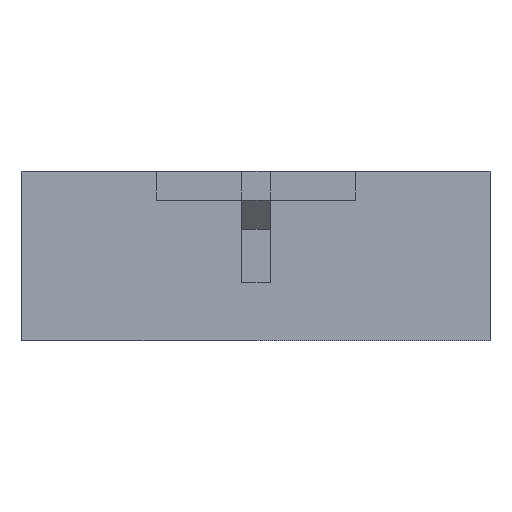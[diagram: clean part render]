
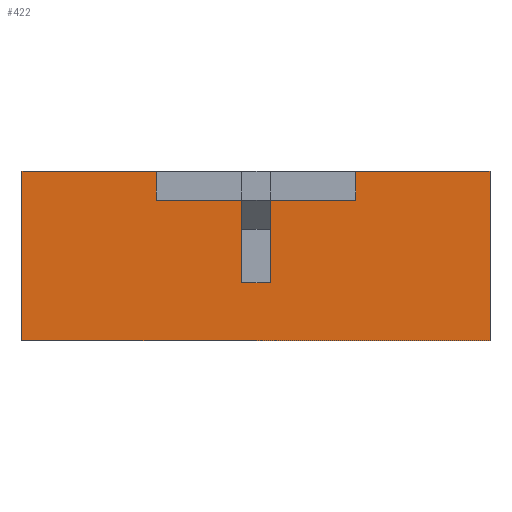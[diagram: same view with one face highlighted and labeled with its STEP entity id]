
A CAD part, left-side view. The second image highlights one B-rep face of the part: STEP entity #422.
In plain terms, the highlighted planar face has unit normal (-1, 0, 0).
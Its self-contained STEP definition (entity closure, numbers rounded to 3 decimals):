
#22 = VERTEX_POINT('',#23);
#23 = CARTESIAN_POINT('',(-17.26,-4.475,2.5));
#31 = EDGE_CURVE('',#22,#32,#34,.T.);
#32 = VERTEX_POINT('',#33);
#33 = CARTESIAN_POINT('',(-17.26,-4.475,3.8));
#34 = LINE('',#35,#36);
#35 = CARTESIAN_POINT('',(-17.26,-4.475,2.5));
#36 = VECTOR('',#37,1.);
#37 = DIRECTION('',(0.,0.,1.));
#61 = EDGE_CURVE('',#22,#62,#64,.T.);
#62 = VERTEX_POINT('',#63);
#63 = CARTESIAN_POINT('',(-17.26,-0.65,2.5));
#64 = LINE('',#65,#66);
#65 = CARTESIAN_POINT('',(-17.26,-4.475,2.5));
#66 = VECTOR('',#67,1.);
#67 = DIRECTION('',(0.,1.,0.));
#103 = VERTEX_POINT('',#104);
#104 = CARTESIAN_POINT('',(-17.26,-0.65,-1.2));
#110 = EDGE_CURVE('',#103,#62,#111,.T.);
#111 = LINE('',#112,#113);
#112 = CARTESIAN_POINT('',(-17.26,-0.65,-1.2));
#113 = VECTOR('',#114,1.);
#114 = DIRECTION('',(0.,0.,1.));
#148 = VERTEX_POINT('',#149);
#149 = CARTESIAN_POINT('',(-17.26,0.65,-1.2));
#155 = EDGE_CURVE('',#103,#148,#156,.T.);
#156 = LINE('',#157,#158);
#157 = CARTESIAN_POINT('',(-17.26,-0.65,-1.2));
#158 = VECTOR('',#159,1.);
#159 = DIRECTION('',(0.,1.,0.));
#171 = EDGE_CURVE('',#148,#172,#174,.T.);
#172 = VERTEX_POINT('',#173);
#173 = CARTESIAN_POINT('',(-17.26,0.65,2.5));
#174 = LINE('',#175,#176);
#175 = CARTESIAN_POINT('',(-17.26,0.65,-1.2));
#176 = VECTOR('',#177,1.);
#177 = DIRECTION('',(0.,0.,1.));
#227 = VERTEX_POINT('',#228);
#228 = CARTESIAN_POINT('',(-17.26,4.475,2.5));
#234 = EDGE_CURVE('',#172,#227,#235,.T.);
#235 = LINE('',#236,#237);
#236 = CARTESIAN_POINT('',(-17.26,-4.475,2.5));
#237 = VECTOR('',#238,1.);
#238 = DIRECTION('',(0.,1.,0.));
#249 = EDGE_CURVE('',#227,#250,#252,.T.);
#250 = VERTEX_POINT('',#251);
#251 = CARTESIAN_POINT('',(-17.26,4.475,3.8));
#252 = LINE('',#253,#254);
#253 = CARTESIAN_POINT('',(-17.26,4.475,2.5));
#254 = VECTOR('',#255,1.);
#255 = DIRECTION('',(0.,0.,1.));
#422 = ADVANCED_FACE('',(#423),#470,.T.);
#423 = FACE_BOUND('',#424,.T.);
#424 = EDGE_LOOP('',(#425,#426,#427,#428,#429,#430,#431,#432,#440,#448,
    #456,#464));
#425 = ORIENTED_EDGE('',*,*,#31,.F.);
#426 = ORIENTED_EDGE('',*,*,#61,.T.);
#427 = ORIENTED_EDGE('',*,*,#110,.F.);
#428 = ORIENTED_EDGE('',*,*,#155,.T.);
#429 = ORIENTED_EDGE('',*,*,#171,.T.);
#430 = ORIENTED_EDGE('',*,*,#234,.T.);
#431 = ORIENTED_EDGE('',*,*,#249,.T.);
#432 = ORIENTED_EDGE('',*,*,#433,.T.);
#433 = EDGE_CURVE('',#250,#434,#436,.T.);
#434 = VERTEX_POINT('',#435);
#435 = CARTESIAN_POINT('',(-17.26,10.5,3.8));
#436 = LINE('',#437,#438);
#437 = CARTESIAN_POINT('',(-17.26,-8.3,3.8));
#438 = VECTOR('',#439,1.);
#439 = DIRECTION('',(0.,1.,0.));
#440 = ORIENTED_EDGE('',*,*,#441,.F.);
#441 = EDGE_CURVE('',#442,#434,#444,.T.);
#442 = VERTEX_POINT('',#443);
#443 = CARTESIAN_POINT('',(-17.26,10.5,-3.8));
#444 = LINE('',#445,#446);
#445 = CARTESIAN_POINT('',(-17.26,10.5,-3.8));
#446 = VECTOR('',#447,1.);
#447 = DIRECTION('',(0.,0.,1.));
#448 = ORIENTED_EDGE('',*,*,#449,.F.);
#449 = EDGE_CURVE('',#450,#442,#452,.T.);
#450 = VERTEX_POINT('',#451);
#451 = CARTESIAN_POINT('',(-17.26,-10.5,-3.8));
#452 = LINE('',#453,#454);
#453 = CARTESIAN_POINT('',(-17.26,8.3,-3.8));
#454 = VECTOR('',#455,1.);
#455 = DIRECTION('',(0.,1.,0.));
#456 = ORIENTED_EDGE('',*,*,#457,.T.);
#457 = EDGE_CURVE('',#450,#458,#460,.T.);
#458 = VERTEX_POINT('',#459);
#459 = CARTESIAN_POINT('',(-17.26,-10.5,3.8));
#460 = LINE('',#461,#462);
#461 = CARTESIAN_POINT('',(-17.26,-10.5,-3.8));
#462 = VECTOR('',#463,1.);
#463 = DIRECTION('',(0.,0.,1.));
#464 = ORIENTED_EDGE('',*,*,#465,.F.);
#465 = EDGE_CURVE('',#32,#458,#466,.T.);
#466 = LINE('',#467,#468);
#467 = CARTESIAN_POINT('',(-17.26,-8.3,3.8));
#468 = VECTOR('',#469,1.);
#469 = DIRECTION('',(-0.,-1.,-0.));
#470 = PLANE('',#471);
#471 = AXIS2_PLACEMENT_3D('',#472,#473,#474);
#472 = CARTESIAN_POINT('',(-17.26,0.,
    -0.051));
#473 = DIRECTION('',(-1.,0.,0.));
#474 = DIRECTION('',(0.,0.,-1.));
